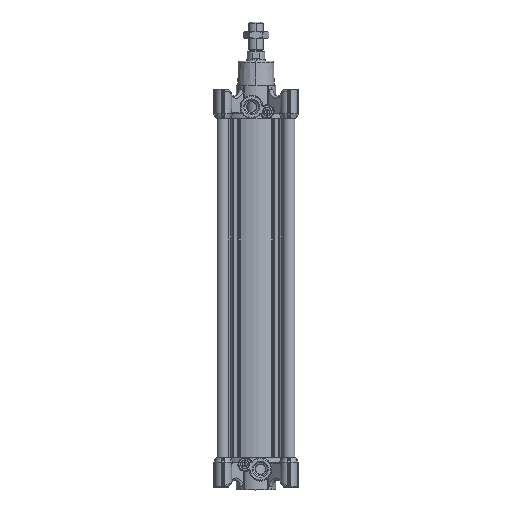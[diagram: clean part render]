
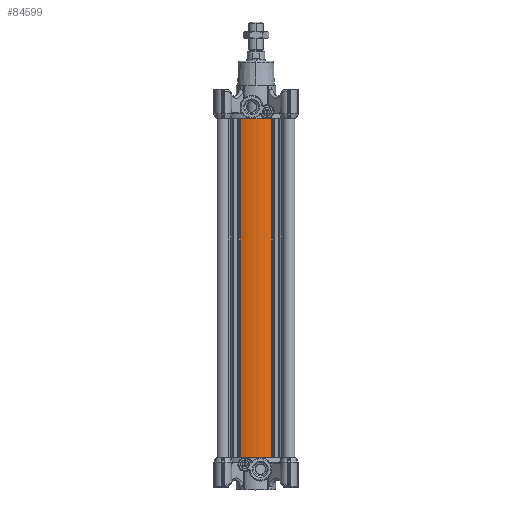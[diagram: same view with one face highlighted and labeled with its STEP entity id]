
A CAD part, top view. The second image highlights one B-rep face of the part: STEP entity #84599.
In plain terms, the highlighted cylindrical face has radius 52.75 mm (diameter 105.5 mm), a partial arc.
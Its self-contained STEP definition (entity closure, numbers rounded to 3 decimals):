
#3020 = CARTESIAN_POINT ( 'NONE',  ( -21.399, 40., 48.214 ) ) ;
#6312 = CARTESIAN_POINT ( 'NONE',  ( 21.399, 440., 48.214 ) ) ;
#8837 = VECTOR ( 'NONE', #12036, 1000. ) ;
#12036 = DIRECTION ( 'NONE',  ( 0., 1., 0. ) ) ;
#18448 = CARTESIAN_POINT ( 'NONE',  ( 21.399, 40., 48.214 ) ) ;
#18526 = DIRECTION ( 'NONE',  ( 1., 0., 0. ) ) ;
#24444 = EDGE_CURVE ( 'NONE', #84654, #52601, #80108, .T. ) ;
#26255 = CARTESIAN_POINT ( 'NONE',  ( 0., 40., 0. ) ) ;
#28946 = DIRECTION ( 'NONE',  ( 0., -1., 0. ) ) ;
#31131 = LINE ( 'NONE', #6312, #8837 ) ;
#32845 = CIRCLE ( 'NONE', #89916, 52.75 ) ;
#36667 = EDGE_LOOP ( 'NONE', ( #90226, #87030, #72631, #73841 ) ) ;
#36792 = AXIS2_PLACEMENT_3D ( 'NONE', #45630, #28946, #18526 ) ;
#38119 = VECTOR ( 'NONE', #64657, 1000. ) ;
#39961 = EDGE_CURVE ( 'NONE', #93524, #52601, #64279, .T. ) ;
#45630 = CARTESIAN_POINT ( 'NONE',  ( 0., 498., 0. ) ) ;
#50393 = CARTESIAN_POINT ( 'NONE',  ( 0., 440., 0. ) ) ;
#52601 = VERTEX_POINT ( 'NONE', #61733 ) ;
#60243 = CYLINDRICAL_SURFACE ( 'NONE', #84604, 52.75 ) ;
#61733 = CARTESIAN_POINT ( 'NONE',  ( -21.399, 498., 48.214 ) ) ;
#64279 = CIRCLE ( 'NONE', #36792, 52.75 ) ;
#64657 = DIRECTION ( 'NONE',  ( 0., 1., 0. ) ) ;
#71859 = DIRECTION ( 'NONE',  ( 1., 0., 0. ) ) ;
#72631 = ORIENTED_EDGE ( 'NONE', *, *, #112163, .F. ) ;
#73841 = ORIENTED_EDGE ( 'NONE', *, *, #93595, .T. ) ;
#73918 = CARTESIAN_POINT ( 'NONE',  ( -21.399, 440., 48.214 ) ) ;
#80108 = LINE ( 'NONE', #73918, #38119 ) ;
#84599 = ADVANCED_FACE ( 'NONE', ( #97869 ), #60243, .T. ) ;
#84604 = AXIS2_PLACEMENT_3D ( 'NONE', #50393, #88609, #114483 ) ;
#84654 = VERTEX_POINT ( 'NONE', #3020 ) ;
#84746 = CARTESIAN_POINT ( 'NONE',  ( 21.399, 498., 48.214 ) ) ;
#87030 = ORIENTED_EDGE ( 'NONE', *, *, #24444, .F. ) ;
#88609 = DIRECTION ( 'NONE',  ( 0., 1., 0. ) ) ;
#89916 = AXIS2_PLACEMENT_3D ( 'NONE', #26255, #91572, #71859 ) ;
#90226 = ORIENTED_EDGE ( 'NONE', *, *, #39961, .T. ) ;
#91572 = DIRECTION ( 'NONE',  ( 0., -1., 0. ) ) ;
#93524 = VERTEX_POINT ( 'NONE', #84746 ) ;
#93595 = EDGE_CURVE ( 'NONE', #94477, #93524, #31131, .T. ) ;
#94477 = VERTEX_POINT ( 'NONE', #18448 ) ;
#97869 = FACE_OUTER_BOUND ( 'NONE', #36667, .T. ) ;
#112163 = EDGE_CURVE ( 'NONE', #94477, #84654, #32845, .T. ) ;
#114483 = DIRECTION ( 'NONE',  ( -1., 0., 0. ) ) ;
